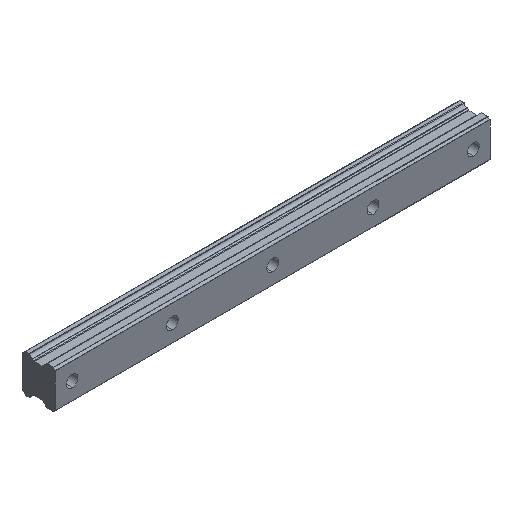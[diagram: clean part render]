
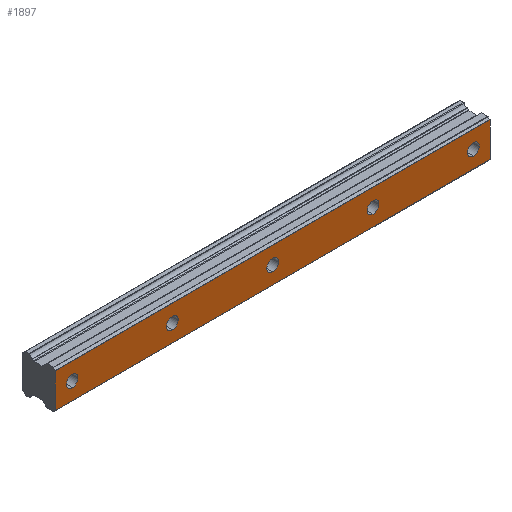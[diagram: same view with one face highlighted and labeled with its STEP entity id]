
A CAD part, isometric view. The second image highlights one B-rep face of the part: STEP entity #1897.
In plain terms, the highlighted planar face has unit normal (0, -1, 0).
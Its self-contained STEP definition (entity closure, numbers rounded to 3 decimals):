
#17 = EDGE_CURVE ( 'NONE', #2124, #415, #82, .T. ) ;
#22 = CARTESIAN_POINT ( 'NONE',  ( 240., 0., 0. ) ) ;
#33 = FACE_BOUND ( 'NONE', #269, .T. ) ;
#43 = EDGE_CURVE ( 'NONE', #985, #1950, #730, .T. ) ;
#57 = CARTESIAN_POINT ( 'NONE',  ( 250., 0., 10.286 ) ) ;
#67 = FACE_OUTER_BOUND ( 'NONE', #828, .T. ) ;
#73 = EDGE_CURVE ( 'NONE', #195, #824, #991, .T. ) ;
#82 = CIRCLE ( 'NONE', #1640, 3.5 ) ;
#92 = ORIENTED_EDGE ( 'NONE', *, *, #73, .F. ) ;
#93 = CARTESIAN_POINT ( 'NONE',  ( 120., 0., 0. ) ) ;
#125 = VERTEX_POINT ( 'NONE', #1461 ) ;
#155 = DIRECTION ( 'NONE',  ( 0., -1., 0. ) ) ;
#162 = CARTESIAN_POINT ( 'NONE',  ( 180., 0., 0. ) ) ;
#195 = VERTEX_POINT ( 'NONE', #371 ) ;
#198 = CARTESIAN_POINT ( 'NONE',  ( 0., 0., 0. ) ) ;
#214 = CIRCLE ( 'NONE', #1060, 3.5 ) ;
#246 = LINE ( 'NONE', #955, #2149 ) ;
#250 = EDGE_LOOP ( 'NONE', ( #1083, #1502 ) ) ;
#264 = AXIS2_PLACEMENT_3D ( 'NONE', #734, #1610, #372 ) ;
#269 = EDGE_LOOP ( 'NONE', ( #1320, #92 ) ) ;
#279 = EDGE_CURVE ( 'NONE', #125, #1729, #1558, .T. ) ;
#319 = DIRECTION ( 'NONE',  ( 0., 0., 1. ) ) ;
#328 = VERTEX_POINT ( 'NONE', #779 ) ;
#331 = DIRECTION ( 'NONE',  ( 0., 0., 1. ) ) ;
#341 = CARTESIAN_POINT ( 'NONE',  ( 250., 0., -10.286 ) ) ;
#357 = VECTOR ( 'NONE', #2051, 1000. ) ;
#365 = EDGE_CURVE ( 'NONE', #1729, #125, #2068, .T. ) ;
#367 = CARTESIAN_POINT ( 'NONE',  ( 120., 0., -3.5 ) ) ;
#371 = CARTESIAN_POINT ( 'NONE',  ( 240., 0., -3.5 ) ) ;
#372 = DIRECTION ( 'NONE',  ( 0., 0., 1. ) ) ;
#376 = DIRECTION ( 'NONE',  ( 0., 0., 1. ) ) ;
#378 = ORIENTED_EDGE ( 'NONE', *, *, #43, .F. ) ;
#379 = CARTESIAN_POINT ( 'NONE',  ( 120., 0., 3.5 ) ) ;
#404 = VERTEX_POINT ( 'NONE', #561 ) ;
#415 = VERTEX_POINT ( 'NONE', #367 ) ;
#421 = EDGE_CURVE ( 'NONE', #1808, #1131, #2105, .T. ) ;
#424 = DIRECTION ( 'NONE',  ( 0., 0., 1. ) ) ;
#428 = CIRCLE ( 'NONE', #1772, 3.5 ) ;
#431 = DIRECTION ( 'NONE',  ( 0., -1., 0. ) ) ;
#443 = DIRECTION ( 'NONE',  ( 0., -1., 0. ) ) ;
#484 = EDGE_CURVE ( 'NONE', #1950, #985, #428, .T. ) ;
#489 = ORIENTED_EDGE ( 'NONE', *, *, #484, .F. ) ;
#493 = ORIENTED_EDGE ( 'NONE', *, *, #1055, .F. ) ;
#500 = CARTESIAN_POINT ( 'NONE',  ( 0., 0., -3.5 ) ) ;
#534 = DIRECTION ( 'NONE',  ( 0., 0., 1. ) ) ;
#551 = CARTESIAN_POINT ( 'NONE',  ( 180., 0., 0. ) ) ;
#555 = PLANE ( 'NONE',  #1353 ) ;
#561 = CARTESIAN_POINT ( 'NONE',  ( 250., 0., 10.286 ) ) ;
#595 = DIRECTION ( 'NONE',  ( 1., 0., 0. ) ) ;
#625 = EDGE_CURVE ( 'NONE', #328, #1967, #214, .T. ) ;
#630 = CARTESIAN_POINT ( 'NONE',  ( 0., 0., 0. ) ) ;
#658 = AXIS2_PLACEMENT_3D ( 'NONE', #93, #431, #1138 ) ;
#662 = ORIENTED_EDGE ( 'NONE', *, *, #1801, .F. ) ;
#730 = CIRCLE ( 'NONE', #1704, 3.5 ) ;
#734 = CARTESIAN_POINT ( 'NONE',  ( 60., 0., 0. ) ) ;
#744 = DIRECTION ( 'NONE',  ( 0., 0., 1. ) ) ;
#779 = CARTESIAN_POINT ( 'NONE',  ( 60., 0., -3.5 ) ) ;
#787 = DIRECTION ( 'NONE',  ( 0., 0., 1. ) ) ;
#824 = VERTEX_POINT ( 'NONE', #1893 ) ;
#828 = EDGE_LOOP ( 'NONE', ( #1867, #662, #875, #981 ) ) ;
#836 = AXIS2_PLACEMENT_3D ( 'NONE', #630, #443, #787 ) ;
#875 = ORIENTED_EDGE ( 'NONE', *, *, #1016, .F. ) ;
#915 = VECTOR ( 'NONE', #1899, 1000. ) ;
#916 = FACE_BOUND ( 'NONE', #1898, .T. ) ;
#925 = FACE_BOUND ( 'NONE', #1262, .T. ) ;
#940 = CARTESIAN_POINT ( 'NONE',  ( -10., 0., 10.286 ) ) ;
#955 = CARTESIAN_POINT ( 'NONE',  ( 250., 0., 10.286 ) ) ;
#977 = CARTESIAN_POINT ( 'NONE',  ( -10., 0., -10.286 ) ) ;
#981 = ORIENTED_EDGE ( 'NONE', *, *, #1114, .F. ) ;
#985 = VERTEX_POINT ( 'NONE', #2162 ) ;
#991 = CIRCLE ( 'NONE', #1277, 3.5 ) ;
#1016 = EDGE_CURVE ( 'NONE', #1023, #404, #246, .T. ) ;
#1023 = VERTEX_POINT ( 'NONE', #940 ) ;
#1037 = LINE ( 'NONE', #2245, #915 ) ;
#1040 = DIRECTION ( 'NONE',  ( 0., -1., 0. ) ) ;
#1043 = CARTESIAN_POINT ( 'NONE',  ( 120., 0., 0. ) ) ;
#1055 = EDGE_CURVE ( 'NONE', #415, #2124, #1965, .T. ) ;
#1060 = AXIS2_PLACEMENT_3D ( 'NONE', #1998, #2139, #424 ) ;
#1080 = DIRECTION ( 'NONE',  ( -1., 0., 0. ) ) ;
#1083 = ORIENTED_EDGE ( 'NONE', *, *, #279, .F. ) ;
#1114 = EDGE_CURVE ( 'NONE', #1131, #1023, #1790, .T. ) ;
#1131 = VERTEX_POINT ( 'NONE', #977 ) ;
#1134 = CIRCLE ( 'NONE', #1313, 3.5 ) ;
#1138 = DIRECTION ( 'NONE',  ( 0., 0., 1. ) ) ;
#1187 = DIRECTION ( 'NONE',  ( 0., -1., 0. ) ) ;
#1228 = CARTESIAN_POINT ( 'NONE',  ( 240., 0., 0. ) ) ;
#1262 = EDGE_LOOP ( 'NONE', ( #378, #489 ) ) ;
#1277 = AXIS2_PLACEMENT_3D ( 'NONE', #22, #1187, #319 ) ;
#1287 = EDGE_LOOP ( 'NONE', ( #1892, #493 ) ) ;
#1295 = EDGE_CURVE ( 'NONE', #824, #195, #1134, .T. ) ;
#1313 = AXIS2_PLACEMENT_3D ( 'NONE', #1228, #1040, #1545 ) ;
#1320 = ORIENTED_EDGE ( 'NONE', *, *, #1295, .F. ) ;
#1353 = AXIS2_PLACEMENT_3D ( 'NONE', #57, #1973, #744 ) ;
#1366 = DIRECTION ( 'NONE',  ( 0., -1., 0. ) ) ;
#1383 = CIRCLE ( 'NONE', #264, 3.5 ) ;
#1450 = CARTESIAN_POINT ( 'NONE',  ( -10., 0., 10.286 ) ) ;
#1461 = CARTESIAN_POINT ( 'NONE',  ( 0., 0., 3.5 ) ) ;
#1487 = VECTOR ( 'NONE', #1080, 1000. ) ;
#1495 = ORIENTED_EDGE ( 'NONE', *, *, #625, .F. ) ;
#1502 = ORIENTED_EDGE ( 'NONE', *, *, #365, .F. ) ;
#1539 = DIRECTION ( 'NONE',  ( 0., 0., 1. ) ) ;
#1545 = DIRECTION ( 'NONE',  ( 0., 0., 1. ) ) ;
#1558 = CIRCLE ( 'NONE', #836, 3.5 ) ;
#1579 = DIRECTION ( 'NONE',  ( 0., -1., 0. ) ) ;
#1584 = FACE_BOUND ( 'NONE', #250, .T. ) ;
#1602 = CARTESIAN_POINT ( 'NONE',  ( 250., 0., -10.286 ) ) ;
#1610 = DIRECTION ( 'NONE',  ( 0., -1., 0. ) ) ;
#1620 = FACE_BOUND ( 'NONE', #1287, .T. ) ;
#1640 = AXIS2_PLACEMENT_3D ( 'NONE', #1043, #155, #1539 ) ;
#1704 = AXIS2_PLACEMENT_3D ( 'NONE', #162, #1366, #331 ) ;
#1729 = VERTEX_POINT ( 'NONE', #500 ) ;
#1772 = AXIS2_PLACEMENT_3D ( 'NONE', #551, #1942, #376 ) ;
#1790 = LINE ( 'NONE', #1450, #357 ) ;
#1801 = EDGE_CURVE ( 'NONE', #404, #1808, #1037, .T. ) ;
#1808 = VERTEX_POINT ( 'NONE', #341 ) ;
#1867 = ORIENTED_EDGE ( 'NONE', *, *, #421, .F. ) ;
#1873 = EDGE_CURVE ( 'NONE', #1967, #328, #1383, .T. ) ;
#1892 = ORIENTED_EDGE ( 'NONE', *, *, #17, .F. ) ;
#1893 = CARTESIAN_POINT ( 'NONE',  ( 240., 0., 3.5 ) ) ;
#1896 = CARTESIAN_POINT ( 'NONE',  ( 60., 0., 3.5 ) ) ;
#1897 = ADVANCED_FACE ( 'NONE', ( #67, #1584, #33, #925, #1620, #916 ), #555, .F. ) ;
#1898 = EDGE_LOOP ( 'NONE', ( #1979, #1495 ) ) ;
#1899 = DIRECTION ( 'NONE',  ( 0., 0., -1. ) ) ;
#1919 = CARTESIAN_POINT ( 'NONE',  ( 180., 0., -3.5 ) ) ;
#1920 = AXIS2_PLACEMENT_3D ( 'NONE', #198, #1579, #534 ) ;
#1942 = DIRECTION ( 'NONE',  ( 0., -1., 0. ) ) ;
#1950 = VERTEX_POINT ( 'NONE', #1919 ) ;
#1965 = CIRCLE ( 'NONE', #658, 3.5 ) ;
#1967 = VERTEX_POINT ( 'NONE', #1896 ) ;
#1973 = DIRECTION ( 'NONE',  ( 0., 1., 0. ) ) ;
#1979 = ORIENTED_EDGE ( 'NONE', *, *, #1873, .F. ) ;
#1998 = CARTESIAN_POINT ( 'NONE',  ( 60., 0., 0. ) ) ;
#2051 = DIRECTION ( 'NONE',  ( 0., 0., 1. ) ) ;
#2068 = CIRCLE ( 'NONE', #1920, 3.5 ) ;
#2105 = LINE ( 'NONE', #1602, #1487 ) ;
#2124 = VERTEX_POINT ( 'NONE', #379 ) ;
#2139 = DIRECTION ( 'NONE',  ( 0., -1., 0. ) ) ;
#2149 = VECTOR ( 'NONE', #595, 1000. ) ;
#2162 = CARTESIAN_POINT ( 'NONE',  ( 180., 0., 3.5 ) ) ;
#2245 = CARTESIAN_POINT ( 'NONE',  ( 250., 0., 10.286 ) ) ;
